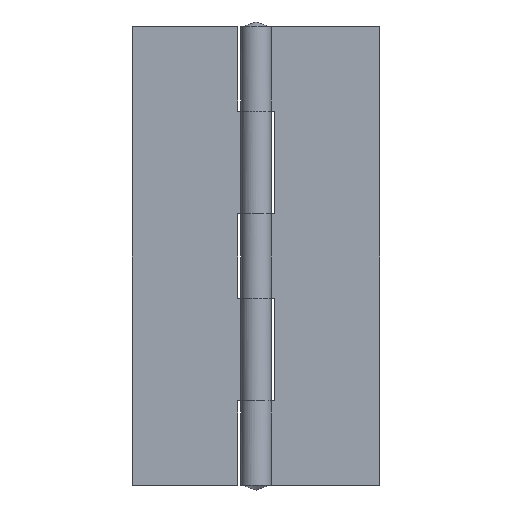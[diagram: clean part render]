
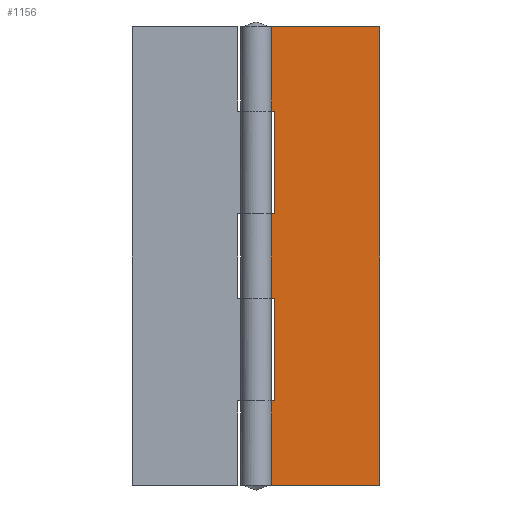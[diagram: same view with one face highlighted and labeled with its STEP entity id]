
A CAD part, front view. The second image highlights one B-rep face of the part: STEP entity #1156.
In plain terms, the highlighted free-form (B-spline) face has degree [1, 1] with [2, 2] control points.
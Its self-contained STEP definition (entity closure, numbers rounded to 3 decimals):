
#790=CARTESIAN_POINT('',(0.0,1.5,14.0));
#791=VERTEX_POINT('',#790);
#826=CARTESIAN_POINT('',(0.0,1.5,0.0));
#827=VERTEX_POINT('',#826);
#856=CARTESIAN_POINT('',(0.0,1.5,14.0));
#857=CARTESIAN_POINT('',(0.0,1.5,0.0));
#858=QUASI_UNIFORM_CURVE('',1,(#856,#857),.UNSPECIFIED.,.F.,.U.);
#859=EDGE_CURVE('',#791,#827,#858,.T.);
#922=CARTESIAN_POINT('',(0.0,1.5,62.0));
#923=VERTEX_POINT('',#922);
#953=CARTESIAN_POINT('',(0.0,1.5,76.0));
#954=VERTEX_POINT('',#953);
#955=CARTESIAN_POINT('',(0.0,1.5,76.0));
#956=CARTESIAN_POINT('',(0.0,1.5,62.0));
#957=QUASI_UNIFORM_CURVE('',1,(#955,#956),.UNSPECIFIED.,.F.,.U.);
#958=EDGE_CURVE('',#954,#923,#957,.T.);
#1015=CARTESIAN_POINT('',(0.0,1.5,45.0));
#1016=VERTEX_POINT('',#1015);
#1050=CARTESIAN_POINT('',(0.0,1.5,31.0));
#1051=VERTEX_POINT('',#1050);
#1081=CARTESIAN_POINT('',(0.0,1.5,45.0));
#1082=CARTESIAN_POINT('',(0.0,1.5,31.0));
#1083=QUASI_UNIFORM_CURVE('',1,(#1081,#1082),.UNSPECIFIED.,.F.,.U.);
#1084=EDGE_CURVE('',#1016,#1051,#1083,.T.);
#1089=CARTESIAN_POINT('',(-1.024,1.5,79.796));
#1090=CARTESIAN_POINT('',(-1.024,1.5,-3.796));
#1091=CARTESIAN_POINT('',(21.524,1.5,79.796));
#1092=CARTESIAN_POINT('',(21.524,1.5,-3.796));
#1093=B_SPLINE_SURFACE_WITH_KNOTS('',1,1,((#1089,#1091),(#1090,#1092)),.UNSPECIFIED.,.F.,.F.,.U.,(2,2),(2,2),(0.0,83.592),(0.0,22.548),.UNSPECIFIED.);
#1094=CARTESIAN_POINT('',(3.,1.5,62.0));
#1095=VERTEX_POINT('',#1094);
#1096=CARTESIAN_POINT('',(3.,1.5,45.0));
#1097=VERTEX_POINT('',#1096);
#1098=CARTESIAN_POINT('',(3.,1.5,62.0));
#1099=CARTESIAN_POINT('',(3.,1.5,45.0));
#1100=QUASI_UNIFORM_CURVE('',1,(#1098,#1099),.UNSPECIFIED.,.F.,.U.);
#1101=EDGE_CURVE('',#1095,#1097,#1100,.T.);
#1102=ORIENTED_EDGE('',*,*,#1101,.T.);
#1103=CARTESIAN_POINT('',(3.,1.5,45.0));
#1104=CARTESIAN_POINT('',(0.0,1.5,45.0));
#1105=QUASI_UNIFORM_CURVE('',1,(#1103,#1104),.UNSPECIFIED.,.F.,.U.);
#1106=EDGE_CURVE('',#1097,#1016,#1105,.T.);
#1107=ORIENTED_EDGE('',*,*,#1106,.T.);
#1108=ORIENTED_EDGE('',*,*,#1084,.T.);
#1109=CARTESIAN_POINT('',(3.,1.5,31.0));
#1110=VERTEX_POINT('',#1109);
#1111=CARTESIAN_POINT('',(0.0,1.5,31.0));
#1112=CARTESIAN_POINT('',(3.,1.5,31.0));
#1113=QUASI_UNIFORM_CURVE('',1,(#1111,#1112),.UNSPECIFIED.,.F.,.U.);
#1114=EDGE_CURVE('',#1051,#1110,#1113,.T.);
#1115=ORIENTED_EDGE('',*,*,#1114,.T.);
#1116=CARTESIAN_POINT('',(3.,1.5,14.0));
#1117=VERTEX_POINT('',#1116);
#1118=CARTESIAN_POINT('',(3.,1.5,31.0));
#1119=CARTESIAN_POINT('',(3.,1.5,14.0));
#1120=QUASI_UNIFORM_CURVE('',1,(#1118,#1119),.UNSPECIFIED.,.F.,.U.);
#1121=EDGE_CURVE('',#1110,#1117,#1120,.T.);
#1122=ORIENTED_EDGE('',*,*,#1121,.T.);
#1123=CARTESIAN_POINT('',(3.,1.5,14.0));
#1124=CARTESIAN_POINT('',(0.0,1.5,14.0));
#1125=QUASI_UNIFORM_CURVE('',1,(#1123,#1124),.UNSPECIFIED.,.F.,.U.);
#1126=EDGE_CURVE('',#1117,#791,#1125,.T.);
#1127=ORIENTED_EDGE('',*,*,#1126,.T.);
#1128=ORIENTED_EDGE('',*,*,#859,.T.);
#1129=CARTESIAN_POINT('',(20.5,1.5,0.0));
#1130=VERTEX_POINT('',#1129);
#1131=CARTESIAN_POINT('',(20.5,1.5,0.0));
#1132=CARTESIAN_POINT('',(0.0,1.5,0.0));
#1133=QUASI_UNIFORM_CURVE('',1,(#1131,#1132),.UNSPECIFIED.,.F.,.U.);
#1134=EDGE_CURVE('',#1130,#827,#1133,.T.);
#1135=ORIENTED_EDGE('',*,*,#1134,.F.);
#1136=CARTESIAN_POINT('',(20.5,1.5,76.0));
#1137=VERTEX_POINT('',#1136);
#1138=CARTESIAN_POINT('',(20.5,1.5,76.0));
#1139=CARTESIAN_POINT('',(20.5,1.5,0.0));
#1140=QUASI_UNIFORM_CURVE('',1,(#1138,#1139),.UNSPECIFIED.,.F.,.U.);
#1141=EDGE_CURVE('',#1137,#1130,#1140,.T.);
#1142=ORIENTED_EDGE('',*,*,#1141,.F.);
#1143=CARTESIAN_POINT('',(20.5,1.5,76.0));
#1144=CARTESIAN_POINT('',(0.0,1.5,76.0));
#1145=QUASI_UNIFORM_CURVE('',1,(#1143,#1144),.UNSPECIFIED.,.F.,.U.);
#1146=EDGE_CURVE('',#1137,#954,#1145,.T.);
#1147=ORIENTED_EDGE('',*,*,#1146,.T.);
#1148=ORIENTED_EDGE('',*,*,#958,.T.);
#1149=CARTESIAN_POINT('',(0.0,1.5,62.0));
#1150=CARTESIAN_POINT('',(3.,1.5,62.0));
#1151=QUASI_UNIFORM_CURVE('',1,(#1149,#1150),.UNSPECIFIED.,.F.,.U.);
#1152=EDGE_CURVE('',#923,#1095,#1151,.T.);
#1153=ORIENTED_EDGE('',*,*,#1152,.T.);
#1154=EDGE_LOOP('',(#1102,#1107,#1108,#1115,#1122,#1127,#1128,#1135,#1142,#1147,#1148,#1153));
#1155=FACE_OUTER_BOUND('',#1154,.T.);
#1156=ADVANCED_FACE('',(#1155),#1093,.T.);
